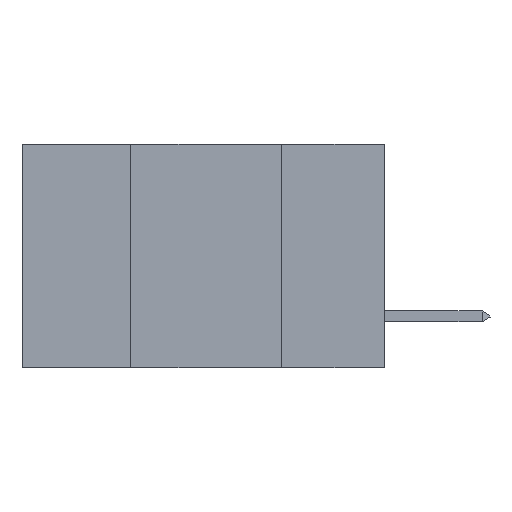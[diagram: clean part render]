
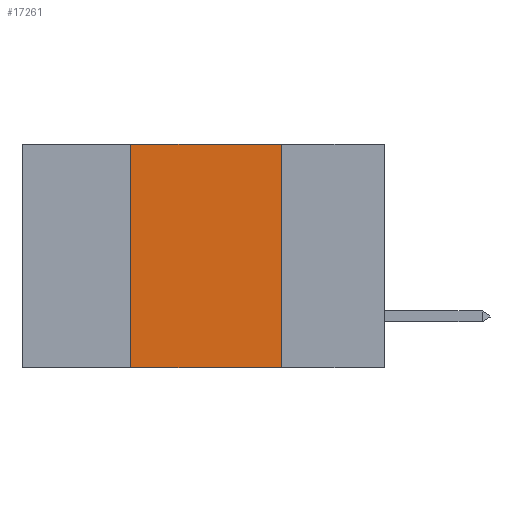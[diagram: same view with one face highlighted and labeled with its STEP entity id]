
A CAD part, left-side view. The second image highlights one B-rep face of the part: STEP entity #17261.
In plain terms, the highlighted planar face has unit normal (-1, 0, 0).
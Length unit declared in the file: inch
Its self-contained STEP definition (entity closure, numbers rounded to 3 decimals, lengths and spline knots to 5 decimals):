
#419 = CARTESIAN_POINT ( 'NONE',  ( 0., 0.42, -0.37 ) ) ;
#1342 = ORIENTED_EDGE ( 'NONE', *, *, #17940, .F. ) ;
#1688 = DIRECTION ( 'NONE',  ( 0., 0., -1. ) ) ;
#2800 = EDGE_CURVE ( 'NONE', #15750, #10458, #15165, .T. ) ;
#2977 = CARTESIAN_POINT ( 'NONE',  ( 0., 0.6, -0.37 ) ) ;
#3529 = DIRECTION ( 'NONE',  ( 0., 0., 1. ) ) ;
#4024 = DIRECTION ( 'NONE',  ( 0., 0., -1. ) ) ;
#4484 = VERTEX_POINT ( 'NONE', #18300 ) ;
#4490 = DIRECTION ( 'NONE',  ( 0., -1., 0. ) ) ;
#5161 = CARTESIAN_POINT ( 'NONE',  ( 0., 0.6, 0. ) ) ;
#5539 = CARTESIAN_POINT ( 'NONE',  ( 0., 0.17, 0. ) ) ;
#5965 = ORIENTED_EDGE ( 'NONE', *, *, #12538, .F. ) ;
#6042 = LINE ( 'NONE', #13733, #7719 ) ;
#6766 = ORIENTED_EDGE ( 'NONE', *, *, #2800, .T. ) ;
#7719 = VECTOR ( 'NONE', #4490, 39.37008 ) ;
#8904 = PLANE ( 'NONE',  #11403 ) ;
#9445 = EDGE_LOOP ( 'NONE', ( #5965, #16634, #1342, #6766 ) ) ;
#9466 = FACE_OUTER_BOUND ( 'NONE', #9445, .T. ) ;
#10458 = VERTEX_POINT ( 'NONE', #10561 ) ;
#10561 = CARTESIAN_POINT ( 'NONE',  ( 0., 0.17, -0.37 ) ) ;
#11403 = AXIS2_PLACEMENT_3D ( 'NONE', #5161, #13130, #4024 ) ;
#11481 = VECTOR ( 'NONE', #13785, 39.37008 ) ;
#11816 = LINE ( 'NONE', #12897, #16457 ) ;
#12538 = EDGE_CURVE ( 'NONE', #19231, #10458, #17130, .T. ) ;
#12897 = CARTESIAN_POINT ( 'NONE',  ( 0., 0.42, 0. ) ) ;
#13130 = DIRECTION ( 'NONE',  ( 1., 0., 0. ) ) ;
#13733 = CARTESIAN_POINT ( 'NONE',  ( 0., 0.6, 0. ) ) ;
#13785 = DIRECTION ( 'NONE',  ( 0., -1., 0. ) ) ;
#15165 = LINE ( 'NONE', #2977, #11481 ) ;
#15204 = VECTOR ( 'NONE', #1688, 39.37008 ) ;
#15337 = CARTESIAN_POINT ( 'NONE',  ( 0., 0.17, 0. ) ) ;
#15750 = VERTEX_POINT ( 'NONE', #419 ) ;
#16457 = VECTOR ( 'NONE', #3529, 39.37008 ) ;
#16634 = ORIENTED_EDGE ( 'NONE', *, *, #17759, .F. ) ;
#17130 = LINE ( 'NONE', #15337, #15204 ) ;
#17261 = ADVANCED_FACE ( 'NONE', ( #9466 ), #8904, .F. ) ;
#17759 = EDGE_CURVE ( 'NONE', #4484, #19231, #6042, .T. ) ;
#17940 = EDGE_CURVE ( 'NONE', #15750, #4484, #11816, .T. ) ;
#18300 = CARTESIAN_POINT ( 'NONE',  ( 0., 0.42, 0. ) ) ;
#19231 = VERTEX_POINT ( 'NONE', #5539 ) ;
